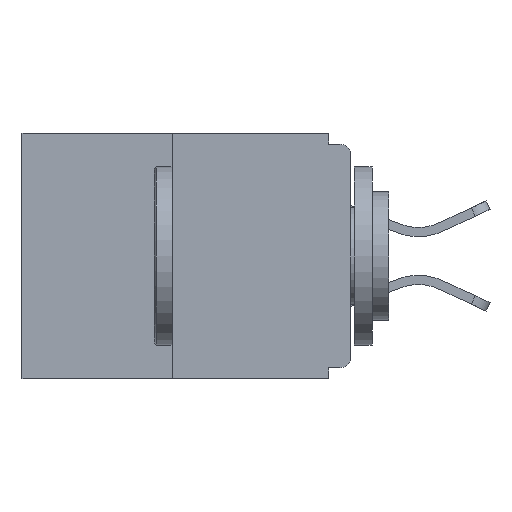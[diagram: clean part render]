
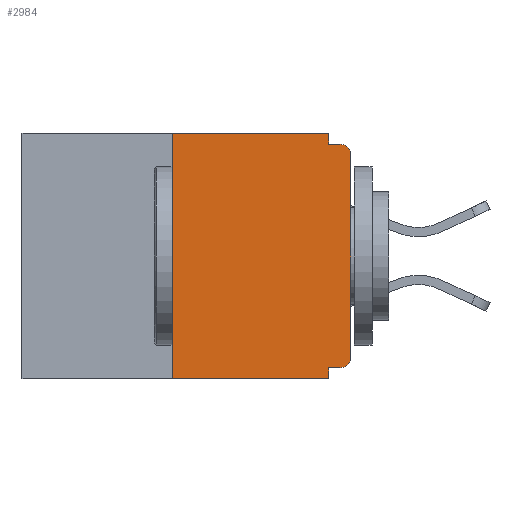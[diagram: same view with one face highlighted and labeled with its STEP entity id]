
A CAD part, left-side view. The second image highlights one B-rep face of the part: STEP entity #2984.
In plain terms, the highlighted planar face has unit normal (-1, 0, 0).
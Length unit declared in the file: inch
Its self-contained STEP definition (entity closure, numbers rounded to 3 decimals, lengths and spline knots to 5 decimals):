
#95 = CARTESIAN_POINT ( 'NONE',  ( 0., 0., -0.328 ) ) ;
#720 = AXIS2_PLACEMENT_3D ( 'NONE', #3997, #10036, #13049 ) ;
#859 = LINE ( 'NONE', #9948, #5452 ) ;
#1035 = DIRECTION ( 'NONE',  ( 0., -1., 0. ) ) ;
#1158 = LINE ( 'NONE', #4919, #11934 ) ;
#1263 = ORIENTED_EDGE ( 'NONE', *, *, #2590, .F. ) ;
#1540 = LINE ( 'NONE', #5009, #3775 ) ;
#1580 = CARTESIAN_POINT ( 'NONE',  ( 0., 0.015, -0.328 ) ) ;
#1585 = AXIS2_PLACEMENT_3D ( 'NONE', #2450, #10559, #4506 ) ;
#1668 = ORIENTED_EDGE ( 'NONE', *, *, #11259, .F. ) ;
#1791 = ORIENTED_EDGE ( 'NONE', *, *, #6908, .T. ) ;
#1863 = DIRECTION ( 'NONE',  ( 0., -1., 0. ) ) ;
#2008 = DIRECTION ( 'NONE',  ( 0., 0., -1. ) ) ;
#2025 = VERTEX_POINT ( 'NONE', #4776 ) ;
#2040 = VECTOR ( 'NONE', #3161, 39.37008 ) ;
#2238 = VERTEX_POINT ( 'NONE', #12748 ) ;
#2346 = VECTOR ( 'NONE', #1863, 39.37008 ) ;
#2450 = CARTESIAN_POINT ( 'NONE',  ( 0., 0.015, -0.03 ) ) ;
#2549 = DIRECTION ( 'NONE',  ( 0., 0., -1. ) ) ;
#2573 = CIRCLE ( 'NONE', #1585, 0.015 ) ;
#2590 = EDGE_CURVE ( 'NONE', #11588, #9995, #859, .T. ) ;
#2984 = ADVANCED_FACE ( 'NONE', ( #11265 ), #9700, .F. ) ;
#3161 = DIRECTION ( 'NONE',  ( 0., 1., 0. ) ) ;
#3365 = CARTESIAN_POINT ( 'NONE',  ( 0., 0.031, -0.343 ) ) ;
#3517 = VERTEX_POINT ( 'NONE', #6931 ) ;
#3536 = CIRCLE ( 'NONE', #720, 0.015 ) ;
#3593 = EDGE_CURVE ( 'NONE', #10189, #4119, #7158, .T. ) ;
#3775 = VECTOR ( 'NONE', #7974, 39.37008 ) ;
#3997 = CARTESIAN_POINT ( 'NONE',  ( 0., 0.015, -0.313 ) ) ;
#4045 = EDGE_CURVE ( 'NONE', #10006, #6327, #11399, .T. ) ;
#4075 = ORIENTED_EDGE ( 'NONE', *, *, #4045, .T. ) ;
#4119 = VERTEX_POINT ( 'NONE', #11336 ) ;
#4424 = CARTESIAN_POINT ( 'NONE',  ( 0., 0.25, 0. ) ) ;
#4506 = DIRECTION ( 'NONE',  ( 0., 0., -1. ) ) ;
#4776 = CARTESIAN_POINT ( 'NONE',  ( 0., 0.25, 0. ) ) ;
#4843 = EDGE_CURVE ( 'NONE', #4119, #6327, #1540, .T. ) ;
#4919 = CARTESIAN_POINT ( 'NONE',  ( 0., 0.46, 0. ) ) ;
#5009 = CARTESIAN_POINT ( 'NONE',  ( 0., 0.031, -0.343 ) ) ;
#5452 = VECTOR ( 'NONE', #2008, 39.37008 ) ;
#5793 = VECTOR ( 'NONE', #8468, 39.37008 ) ;
#5879 = CARTESIAN_POINT ( 'NONE',  ( 0., 0., -0.015 ) ) ;
#6051 = ORIENTED_EDGE ( 'NONE', *, *, #4843, .F. ) ;
#6327 = VERTEX_POINT ( 'NONE', #3365 ) ;
#6416 = CARTESIAN_POINT ( 'NONE',  ( 0., 0., 0. ) ) ;
#6541 = ORIENTED_EDGE ( 'NONE', *, *, #3593, .F. ) ;
#6661 = CARTESIAN_POINT ( 'NONE',  ( 0., 0.031, -0.015 ) ) ;
#6743 = LINE ( 'NONE', #6416, #5793 ) ;
#6799 = ORIENTED_EDGE ( 'NONE', *, *, #7563, .F. ) ;
#6908 = EDGE_CURVE ( 'NONE', #11258, #3517, #6743, .T. ) ;
#6931 = CARTESIAN_POINT ( 'NONE',  ( 0., 0., -0.03 ) ) ;
#7158 = LINE ( 'NONE', #95, #2040 ) ;
#7332 = VECTOR ( 'NONE', #1035, 39.37008 ) ;
#7428 = EDGE_LOOP ( 'NONE', ( #1668, #6799, #4075, #6051, #6541, #9245, #1791, #8886, #7645, #1263 ) ) ;
#7563 = EDGE_CURVE ( 'NONE', #10006, #2025, #10995, .T. ) ;
#7615 = EDGE_CURVE ( 'NONE', #3517, #2238, #2573, .T. ) ;
#7645 = ORIENTED_EDGE ( 'NONE', *, *, #8796, .F. ) ;
#7678 = AXIS2_PLACEMENT_3D ( 'NONE', #8662, #7735, #2549 ) ;
#7735 = DIRECTION ( 'NONE',  ( 1., 0., 0. ) ) ;
#7974 = DIRECTION ( 'NONE',  ( 0., 0., -1. ) ) ;
#8468 = DIRECTION ( 'NONE',  ( 0., 0., 1. ) ) ;
#8662 = CARTESIAN_POINT ( 'NONE',  ( 0., 0.46, 0. ) ) ;
#8796 = EDGE_CURVE ( 'NONE', #9995, #2238, #10952, .T. ) ;
#8886 = ORIENTED_EDGE ( 'NONE', *, *, #7615, .T. ) ;
#9245 = ORIENTED_EDGE ( 'NONE', *, *, #11177, .T. ) ;
#9588 = VECTOR ( 'NONE', #12537, 39.37008 ) ;
#9700 = PLANE ( 'NONE',  #7678 ) ;
#9948 = CARTESIAN_POINT ( 'NONE',  ( 0., 0.031, 0. ) ) ;
#9995 = VERTEX_POINT ( 'NONE', #6661 ) ;
#10006 = VERTEX_POINT ( 'NONE', #10631 ) ;
#10036 = DIRECTION ( 'NONE',  ( -1., 0., 0. ) ) ;
#10189 = VERTEX_POINT ( 'NONE', #1580 ) ;
#10559 = DIRECTION ( 'NONE',  ( -1., 0., 0. ) ) ;
#10631 = CARTESIAN_POINT ( 'NONE',  ( 0., 0.25, -0.343 ) ) ;
#10930 = CARTESIAN_POINT ( 'NONE',  ( 0., 0.46, -0.343 ) ) ;
#10952 = LINE ( 'NONE', #5879, #7332 ) ;
#10995 = LINE ( 'NONE', #4424, #9588 ) ;
#11025 = CARTESIAN_POINT ( 'NONE',  ( 0., 0.031, 0. ) ) ;
#11177 = EDGE_CURVE ( 'NONE', #10189, #11258, #3536, .T. ) ;
#11258 = VERTEX_POINT ( 'NONE', #11355 ) ;
#11259 = EDGE_CURVE ( 'NONE', #2025, #11588, #1158, .T. ) ;
#11265 = FACE_OUTER_BOUND ( 'NONE', #7428, .T. ) ;
#11336 = CARTESIAN_POINT ( 'NONE',  ( 0., 0.031, -0.328 ) ) ;
#11355 = CARTESIAN_POINT ( 'NONE',  ( 0., 0., -0.313 ) ) ;
#11399 = LINE ( 'NONE', #10930, #2346 ) ;
#11588 = VERTEX_POINT ( 'NONE', #11025 ) ;
#11934 = VECTOR ( 'NONE', #12283, 39.37008 ) ;
#12283 = DIRECTION ( 'NONE',  ( 0., -1., 0. ) ) ;
#12537 = DIRECTION ( 'NONE',  ( 0., 0., 1. ) ) ;
#12748 = CARTESIAN_POINT ( 'NONE',  ( 0., 0.015, -0.015 ) ) ;
#13049 = DIRECTION ( 'NONE',  ( 0., 0., -1. ) ) ;
